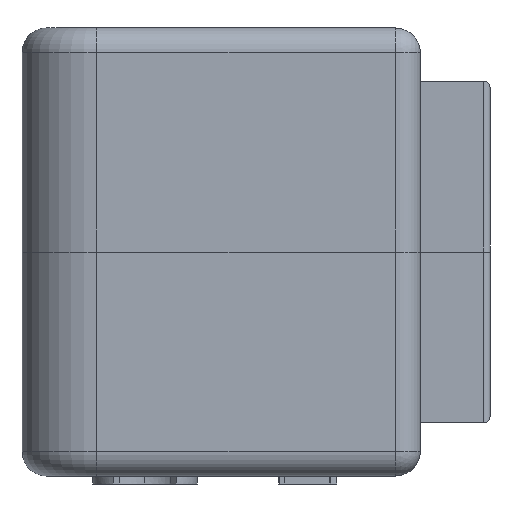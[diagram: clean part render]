
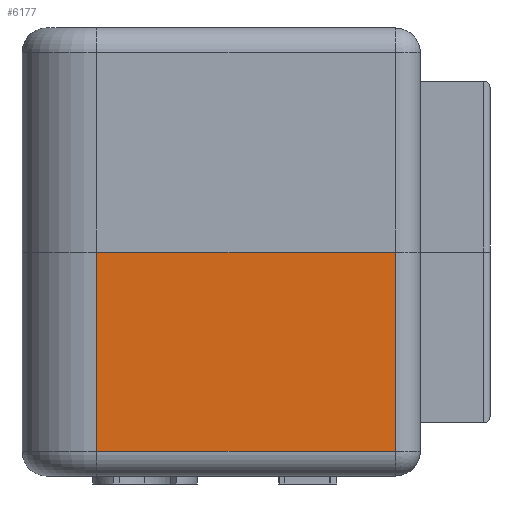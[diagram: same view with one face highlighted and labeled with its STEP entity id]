
A CAD part, left-side view. The second image highlights one B-rep face of the part: STEP entity #6177.
In plain terms, the highlighted planar face has unit normal (-1, 0, 0).
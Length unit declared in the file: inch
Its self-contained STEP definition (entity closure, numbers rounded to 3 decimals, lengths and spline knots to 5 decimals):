
#517 = EDGE_CURVE ( 'NONE', #5078, #5017, #1948, .T. ) ;
#633 = DIRECTION ( 'NONE',  ( 0., -1., 0. ) ) ;
#635 = CARTESIAN_POINT ( 'NONE',  ( -1.5, 0.0625, -0.5 ) ) ;
#1322 = CARTESIAN_POINT ( 'NONE',  ( -1.5, 0.0625, 0.5625 ) ) ;
#1948 = LINE ( 'NONE', #3886, #1949 ) ;
#1949 = VECTOR ( 'NONE', #3889, 39.37008 ) ;
#2163 = CARTESIAN_POINT ( 'NONE',  ( -1.5, 0.0625, -0.5 ) ) ;
#2258 = CARTESIAN_POINT ( 'NONE',  ( -1.5, 0.0625, 0. ) ) ;
#2294 = CARTESIAN_POINT ( 'NONE',  ( -1.5, 0.8125, -0.5 ) ) ;
#2327 = CARTESIAN_POINT ( 'NONE',  ( -1.5, 0.8125, 0. ) ) ;
#2822 = AXIS2_PLACEMENT_3D ( 'NONE', #5755, #5762, #5763 ) ;
#3886 = CARTESIAN_POINT ( 'NONE',  ( -1.5, 0.0625, 0. ) ) ;
#3889 = DIRECTION ( 'NONE',  ( 0., -1., 0. ) ) ;
#4129 = DIRECTION ( 'NONE',  ( 0., 0., -1. ) ) ;
#4132 = CARTESIAN_POINT ( 'NONE',  ( -1.5, 0.8125, 0.5625 ) ) ;
#4396 = EDGE_CURVE ( 'NONE', #5078, #5038, #8132, .T. ) ;
#4401 = EDGE_CURVE ( 'NONE', #5017, #5059, #8159, .T. ) ;
#4471 = FACE_OUTER_BOUND ( 'NONE', #5472, .T. ) ;
#5017 = VERTEX_POINT ( 'NONE', #2258 ) ;
#5038 = VERTEX_POINT ( 'NONE', #2294 ) ;
#5059 = VERTEX_POINT ( 'NONE', #2163 ) ;
#5078 = VERTEX_POINT ( 'NONE', #2327 ) ;
#5260 = DIRECTION ( 'NONE',  ( 0., 0., -1. ) ) ;
#5472 = EDGE_LOOP ( 'NONE', ( #6002, #5985, #6000, #7415 ) ) ;
#5755 = CARTESIAN_POINT ( 'NONE',  ( -1.5, 0.0625, 0.5625 ) ) ;
#5759 = PLANE ( 'NONE',  #2822 ) ;
#5762 = DIRECTION ( 'NONE',  ( 1., 0., 0. ) ) ;
#5763 = DIRECTION ( 'NONE',  ( 0., 1., 0. ) ) ;
#5863 = EDGE_CURVE ( 'NONE', #5038, #5059, #8250, .T. ) ;
#5985 = ORIENTED_EDGE ( 'NONE', *, *, #4396, .T. ) ;
#6000 = ORIENTED_EDGE ( 'NONE', *, *, #5863, .T. ) ;
#6002 = ORIENTED_EDGE ( 'NONE', *, *, #517, .F. ) ;
#6177 = ADVANCED_FACE ( 'NONE', ( #4471 ), #5759, .F. ) ;
#7415 = ORIENTED_EDGE ( 'NONE', *, *, #4401, .F. ) ;
#8132 = LINE ( 'NONE', #4132, #8141 ) ;
#8141 = VECTOR ( 'NONE', #4129, 39.37008 ) ;
#8159 = LINE ( 'NONE', #1322, #8160 ) ;
#8160 = VECTOR ( 'NONE', #5260, 39.37008 ) ;
#8250 = LINE ( 'NONE', #635, #8251 ) ;
#8251 = VECTOR ( 'NONE', #633, 39.37008 ) ;
